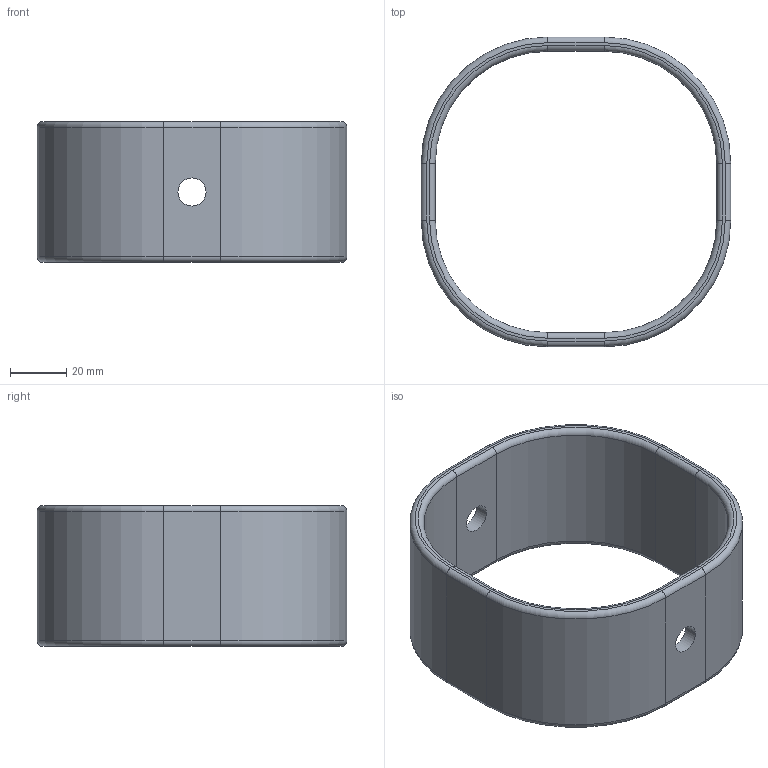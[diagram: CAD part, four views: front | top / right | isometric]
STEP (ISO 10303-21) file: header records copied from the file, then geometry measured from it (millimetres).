
FILE_DESCRIPTION((''),'2;1');
FILE_NAME('SHANK_CONNECTION','2019-08-23T15:17:01',('jbn176'),(''),'CREO PARAMETRIC BY PTC INC, 2018260','CREO PARAMETRIC BY PTC INC, 2018260','');
FILE_SCHEMA(('CONFIG_CONTROL_DESIGN'));
Length unit declared in the file: metre
Products named in the file (1): SHANK_CONNECTION
Bounding box: 110 x 110 x 50 mm (x, y, z)
Volume: 84781.9 mm3; surface area: 36982.3 mm2
Topology: 1 solids, 1 shells, 54 faces, 124 edges, 72 vertices
Faces by surface type: cylinder 28, torus 16, plane 10
Entity records: 1574 total; most frequent: DIRECTION 304, CARTESIAN_POINT 250, ORIENTED_EDGE 248, AXIS2_PLACEMENT_3D 126, EDGE_CURVE 124, VERTEX_POINT 72, CIRCLE 72, EDGE_LOOP 60
